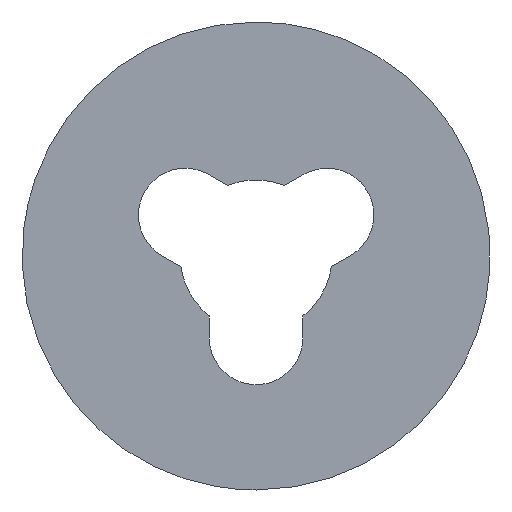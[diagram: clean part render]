
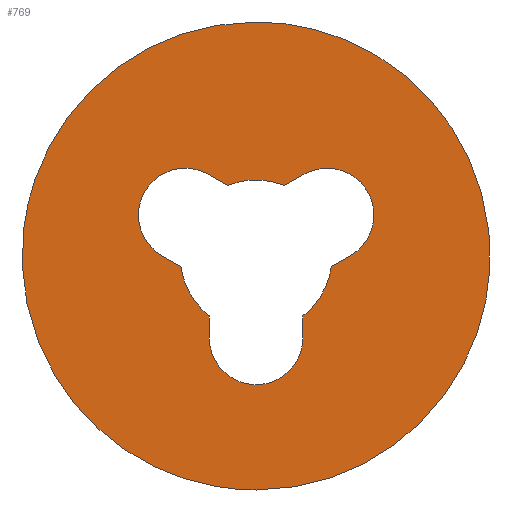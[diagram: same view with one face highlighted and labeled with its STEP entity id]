
A CAD part, front view. The second image highlights one B-rep face of the part: STEP entity #769.
In plain terms, the highlighted free-form (B-spline) face has degree [1, 1] with [2, 2] control points.
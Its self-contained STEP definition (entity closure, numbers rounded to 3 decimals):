
#66=CARTESIAN_POINT('',(-3.972,0.,0.472));
#67=VERTEX_POINT('',#66);
#68=CARTESIAN_POINT('',(0.0,0.0,-4.0));
#69=VERTEX_POINT('',#68);
#70=CARTESIAN_POINT('',(-3.972,0.,0.472));
#71=CARTESIAN_POINT('',(-4.,0.0,0.237));
#72=CARTESIAN_POINT('',(-4.0,0.0,0.0));
#73=CARTESIAN_POINT('',(-4.,0.0,-4.));
#74=CARTESIAN_POINT('',(0.0,0.0,-4.0));
#82=(BOUNDED_CURVE()B_SPLINE_CURVE(2,(#70,#71,#72,#73,#74),.UNSPECIFIED.,.F.,.U.)B_SPLINE_CURVE_WITH_KNOTS((3,2,3),(0.23,0.25,0.5),.UNSPECIFIED.)CURVE()GEOMETRIC_REPRESENTATION_ITEM()RATIONAL_B_SPLINE_CURVE((0.956,0.976,1.0,0.707,1.0))REPRESENTATION_ITEM(''));
#83=EDGE_CURVE('',#67,#69,#82,.T.);
#124=CARTESIAN_POINT('',(3.993,0.,-0.244));
#125=VERTEX_POINT('',#124);
#131=CARTESIAN_POINT('',(0.0,0.0,-4.0));
#132=CARTESIAN_POINT('',(3.763,0.0,-4.));
#133=CARTESIAN_POINT('',(3.993,0.,-0.244));
#141=(BOUNDED_CURVE()B_SPLINE_CURVE(2,(#131,#132,#133),.UNSPECIFIED.,.F.,.U.)B_SPLINE_CURVE_WITH_KNOTS((3,3),(0.5,0.739),.UNSPECIFIED.)CURVE()GEOMETRIC_REPRESENTATION_ITEM()RATIONAL_B_SPLINE_CURVE((1.0,0.72,0.976))REPRESENTATION_ITEM(''));
#142=EDGE_CURVE('',#69,#125,#141,.T.);
#165=CARTESIAN_POINT('',(0.0,0.0,4.0));
#166=VERTEX_POINT('',#165);
#167=CARTESIAN_POINT('',(0.0,0.0,4.0));
#168=CARTESIAN_POINT('',(-3.553,0.0,4.0));
#169=CARTESIAN_POINT('',(-3.972,0.,0.472));
#177=(BOUNDED_CURVE()B_SPLINE_CURVE(2,(#167,#168,#169),.UNSPECIFIED.,.F.,.U.)B_SPLINE_CURVE_WITH_KNOTS((3,3),(0.0,0.23),.UNSPECIFIED.)CURVE()GEOMETRIC_REPRESENTATION_ITEM()RATIONAL_B_SPLINE_CURVE((1.0,0.731,0.956))REPRESENTATION_ITEM(''));
#178=EDGE_CURVE('',#166,#67,#177,.T.);
#180=CARTESIAN_POINT('',(3.993,0.,-0.244));
#181=CARTESIAN_POINT('',(4.,0.0,-0.122));
#182=CARTESIAN_POINT('',(4.0,0.0,0.0));
#183=CARTESIAN_POINT('',(4.,0.0,4.));
#184=CARTESIAN_POINT('',(0.0,0.0,4.0));
#192=(BOUNDED_CURVE()B_SPLINE_CURVE(2,(#180,#181,#182,#183,#184),.UNSPECIFIED.,.F.,.U.)B_SPLINE_CURVE_WITH_KNOTS((3,2,3),(0.739,0.75,1.0),.UNSPECIFIED.)CURVE()GEOMETRIC_REPRESENTATION_ITEM()RATIONAL_B_SPLINE_CURVE((0.976,0.988,1.0,0.707,1.0))REPRESENTATION_ITEM(''));
#193=EDGE_CURVE('',#125,#166,#192,.T.);
#235=CARTESIAN_POINT('',(1.287,0.0,-0.18));
#236=VERTEX_POINT('',#235);
#237=CARTESIAN_POINT('',(1.612,0.0,0.007));
#238=VERTEX_POINT('',#237);
#239=CARTESIAN_POINT('',(1.287,0.0,-0.18));
#240=CARTESIAN_POINT('',(1.612,0.0,0.007));
#241=QUASI_UNIFORM_CURVE('',1,(#239,#240),.UNSPECIFIED.,.F.,.U.);
#242=EDGE_CURVE('',#236,#238,#241,.T.);
#280=CARTESIAN_POINT('',(0.8,0.0,-1.025));
#281=VERTEX_POINT('',#280);
#282=CARTESIAN_POINT('',(0.8,0.0,-1.025));
#283=CARTESIAN_POINT('',(1.214,0.0,-0.701));
#284=CARTESIAN_POINT('',(1.287,0.0,-0.18));
#292=(BOUNDED_CURVE()B_SPLINE_CURVE(2,(#282,#283,#284),.UNSPECIFIED.,.F.,.U.)CURVE()GEOMETRIC_REPRESENTATION_ITEM()QUASI_UNIFORM_CURVE()RATIONAL_B_SPLINE_CURVE((1.0,0.927,1.0))REPRESENTATION_ITEM(''));
#293=EDGE_CURVE('',#281,#236,#292,.T.);
#324=CARTESIAN_POINT('',(0.8,0.0,-1.4));
#325=VERTEX_POINT('',#324);
#326=CARTESIAN_POINT('',(0.8,0.0,-1.4));
#327=CARTESIAN_POINT('',(0.8,0.0,-1.025));
#328=QUASI_UNIFORM_CURVE('',1,(#326,#327),.UNSPECIFIED.,.F.,.U.);
#329=EDGE_CURVE('',#325,#281,#328,.T.);
#365=CARTESIAN_POINT('',(-0.8,0.0,-1.4));
#366=VERTEX_POINT('',#365);
#367=CARTESIAN_POINT('',(-0.8,0.0,-1.4));
#368=CARTESIAN_POINT('',(-0.8,0.0,-1.862));
#369=CARTESIAN_POINT('',(-0.4,0.0,-2.093));
#370=CARTESIAN_POINT('',(0.,0.0,-2.324));
#371=CARTESIAN_POINT('',(0.4,0.0,-2.093));
#372=CARTESIAN_POINT('',(0.8,0.0,-1.862));
#373=CARTESIAN_POINT('',(0.8,0.0,-1.4));
#381=(BOUNDED_CURVE()B_SPLINE_CURVE(2,(#367,#368,#369,#370,#371,#372,#373),.UNSPECIFIED.,.F.,.U.)B_SPLINE_CURVE_WITH_KNOTS((3,2,2,3),(0.0,0.333,0.667,1.0),.UNSPECIFIED.)CURVE()GEOMETRIC_REPRESENTATION_ITEM()RATIONAL_B_SPLINE_CURVE((1.0,0.866,1.0,0.866,1.0,0.866,1.0))REPRESENTATION_ITEM(''));
#382=EDGE_CURVE('',#366,#325,#381,.T.);
#417=CARTESIAN_POINT('',(-0.8,0.0,-1.025));
#418=VERTEX_POINT('',#417);
#419=CARTESIAN_POINT('',(-0.8,0.0,-1.025));
#420=CARTESIAN_POINT('',(-0.8,0.0,-1.4));
#421=QUASI_UNIFORM_CURVE('',1,(#419,#420),.UNSPECIFIED.,.F.,.U.);
#422=EDGE_CURVE('',#418,#366,#421,.T.);
#454=CARTESIAN_POINT('',(-1.287,0.0,-0.181));
#455=VERTEX_POINT('',#454);
#456=CARTESIAN_POINT('',(-1.287,0.0,-0.181));
#457=CARTESIAN_POINT('',(-1.214,0.0,-0.701));
#458=CARTESIAN_POINT('',(-0.8,0.0,-1.025));
#466=(BOUNDED_CURVE()B_SPLINE_CURVE(2,(#456,#457,#458),.UNSPECIFIED.,.F.,.U.)CURVE()GEOMETRIC_REPRESENTATION_ITEM()QUASI_UNIFORM_CURVE()RATIONAL_B_SPLINE_CURVE((1.0,0.927,1.0))REPRESENTATION_ITEM(''));
#467=EDGE_CURVE('',#455,#418,#466,.T.);
#498=CARTESIAN_POINT('',(-1.613,0.0,0.007));
#499=VERTEX_POINT('',#498);
#500=CARTESIAN_POINT('',(-1.613,0.0,0.007));
#501=CARTESIAN_POINT('',(-1.287,0.0,-0.181));
#502=QUASI_UNIFORM_CURVE('',1,(#500,#501),.UNSPECIFIED.,.F.,.U.);
#503=EDGE_CURVE('',#499,#455,#502,.T.);
#539=CARTESIAN_POINT('',(-0.817,0.0,1.395));
#540=VERTEX_POINT('',#539);
#541=CARTESIAN_POINT('',(-0.817,0.0,1.395));
#542=CARTESIAN_POINT('',(-1.51,0.0,1.79));
#543=CARTESIAN_POINT('',(-1.907,0.0,1.098));
#544=CARTESIAN_POINT('',(-2.303,0.0,0.406));
#545=CARTESIAN_POINT('',(-1.612,0.0,0.007));
#553=(BOUNDED_CURVE()B_SPLINE_CURVE(2,(#541,#542,#543,#544,#545),.UNSPECIFIED.,.F.,.U.)B_SPLINE_CURVE_WITH_KNOTS((3,2,3),(0.0,0.5,1.0),.UNSPECIFIED.)CURVE()GEOMETRIC_REPRESENTATION_ITEM()RATIONAL_B_SPLINE_CURVE((1.0,0.708,1.0,0.708,1.0))REPRESENTATION_ITEM(''));
#554=EDGE_CURVE('',#540,#499,#553,.T.);
#587=CARTESIAN_POINT('',(-0.488,0.0,1.205));
#588=VERTEX_POINT('',#587);
#589=CARTESIAN_POINT('',(-0.488,0.0,1.205));
#590=CARTESIAN_POINT('',(-0.817,0.0,1.395));
#591=QUASI_UNIFORM_CURVE('',1,(#589,#590),.UNSPECIFIED.,.F.,.U.);
#592=EDGE_CURVE('',#588,#540,#591,.T.);
#624=CARTESIAN_POINT('',(0.487,0.0,1.205));
#625=VERTEX_POINT('',#624);
#626=CARTESIAN_POINT('',(0.487,0.0,1.205));
#627=CARTESIAN_POINT('',(0.,0.0,1.402));
#628=CARTESIAN_POINT('',(-0.488,0.0,1.205));
#636=(BOUNDED_CURVE()B_SPLINE_CURVE(2,(#626,#627,#628),.UNSPECIFIED.,.F.,.U.)CURVE()GEOMETRIC_REPRESENTATION_ITEM()QUASI_UNIFORM_CURVE()RATIONAL_B_SPLINE_CURVE((1.0,0.927,1.0))REPRESENTATION_ITEM(''));
#637=EDGE_CURVE('',#625,#588,#636,.T.);
#668=CARTESIAN_POINT('',(0.817,0.0,1.395));
#669=VERTEX_POINT('',#668);
#670=CARTESIAN_POINT('',(0.817,0.0,1.395));
#671=CARTESIAN_POINT('',(0.487,0.0,1.205));
#672=QUASI_UNIFORM_CURVE('',1,(#670,#671),.UNSPECIFIED.,.F.,.U.);
#673=EDGE_CURVE('',#669,#625,#672,.T.);
#709=CARTESIAN_POINT('',(1.612,0.0,0.007));
#710=CARTESIAN_POINT('',(2.303,0.0,0.406));
#711=CARTESIAN_POINT('',(1.907,0.0,1.098));
#712=CARTESIAN_POINT('',(1.51,0.0,1.79));
#713=CARTESIAN_POINT('',(0.817,0.0,1.395));
#721=(BOUNDED_CURVE()B_SPLINE_CURVE(2,(#709,#710,#711,#712,#713),.UNSPECIFIED.,.F.,.U.)B_SPLINE_CURVE_WITH_KNOTS((3,2,3),(0.0,0.5,1.0),.UNSPECIFIED.)CURVE()GEOMETRIC_REPRESENTATION_ITEM()RATIONAL_B_SPLINE_CURVE((1.0,0.708,1.0,0.708,1.0))REPRESENTATION_ITEM(''));
#722=EDGE_CURVE('',#238,#669,#721,.T.);
#744=CARTESIAN_POINT('',(-4.4,0.0,4.4));
#745=CARTESIAN_POINT('',(4.4,0.0,4.4));
#746=CARTESIAN_POINT('',(-4.4,0.0,-4.4));
#747=CARTESIAN_POINT('',(4.4,0.0,-4.4));
#748=B_SPLINE_SURFACE_WITH_KNOTS('',1,1,((#744,#746),(#745,#747)),.UNSPECIFIED.,.F.,.F.,.U.,(2,2),(2,2),(0.0,8.799),(0.0,8.799),.UNSPECIFIED.);
#749=ORIENTED_EDGE('',*,*,#178,.T.);
#750=ORIENTED_EDGE('',*,*,#83,.T.);
#751=ORIENTED_EDGE('',*,*,#142,.T.);
#752=ORIENTED_EDGE('',*,*,#193,.T.);
#753=EDGE_LOOP('',(#749,#750,#751,#752));
#754=FACE_OUTER_BOUND('',#753,.T.);
#755=ORIENTED_EDGE('',*,*,#722,.F.);
#756=ORIENTED_EDGE('',*,*,#242,.F.);
#757=ORIENTED_EDGE('',*,*,#293,.F.);
#758=ORIENTED_EDGE('',*,*,#329,.F.);
#759=ORIENTED_EDGE('',*,*,#382,.F.);
#760=ORIENTED_EDGE('',*,*,#422,.F.);
#761=ORIENTED_EDGE('',*,*,#467,.F.);
#762=ORIENTED_EDGE('',*,*,#503,.F.);
#763=ORIENTED_EDGE('',*,*,#554,.F.);
#764=ORIENTED_EDGE('',*,*,#592,.F.);
#765=ORIENTED_EDGE('',*,*,#637,.F.);
#766=ORIENTED_EDGE('',*,*,#673,.F.);
#767=EDGE_LOOP('',(#755,#756,#757,#758,#759,#760,#761,#762,#763,#764,#765,#766));
#768=FACE_BOUND('',#767,.T.);
#769=ADVANCED_FACE('',(#754,#768),#748,.F.);
